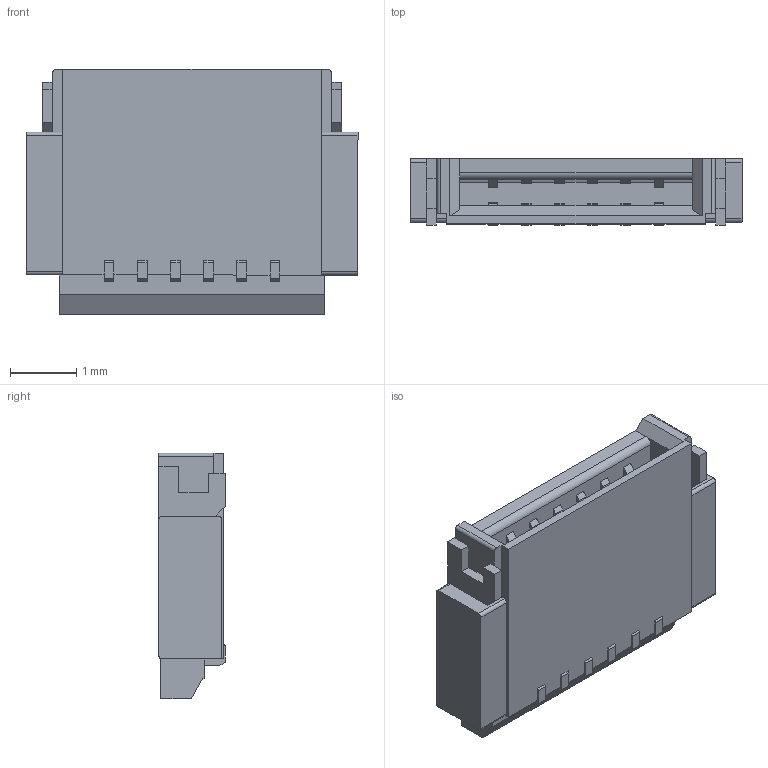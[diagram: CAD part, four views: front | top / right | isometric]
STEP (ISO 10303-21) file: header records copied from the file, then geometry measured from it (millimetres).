
FILE_DESCRIPTION (( 'STEP AP214' ), '1' );
FILE_NAME ('ayf530465t-closed.step', '2013-12-13T05:20:56', ( '' ), ( '(C)Panasonic Corporation 2013' ), '', '', '' );
FILE_SCHEMA (( 'AUTOMOTIVE_DESIGN' ));
Length unit declared in the file: millimetre
Products named in the file (1): ayf530465t-closed
Bounding box: 5 x 1 x 3.7 mm (x, y, z)
Volume: 13.4 mm3; surface area: 69.8 mm2
Topology: 1 solids, 1 shells, 211 faces, 597 edges, 396 vertices
Faces by surface type: plane 160, cylinder 51
Entity records: 6829 total; most frequent: CARTESIAN_POINT 1205, ORIENTED_EDGE 1194, DIRECTION 1125, EDGE_CURVE 597, LINE 493, VECTOR 493, VERTEX_POINT 396, AXIS2_PLACEMENT_3D 316
